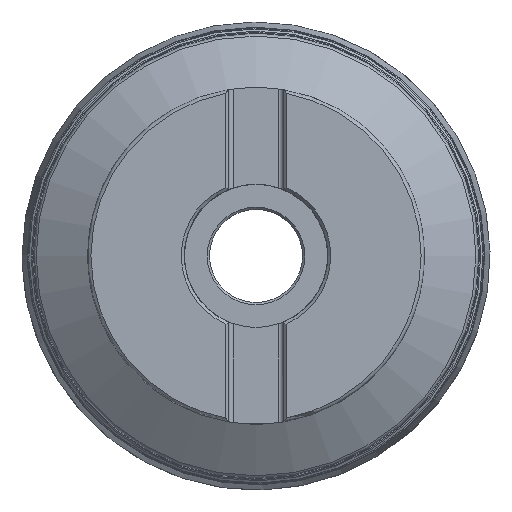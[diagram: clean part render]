
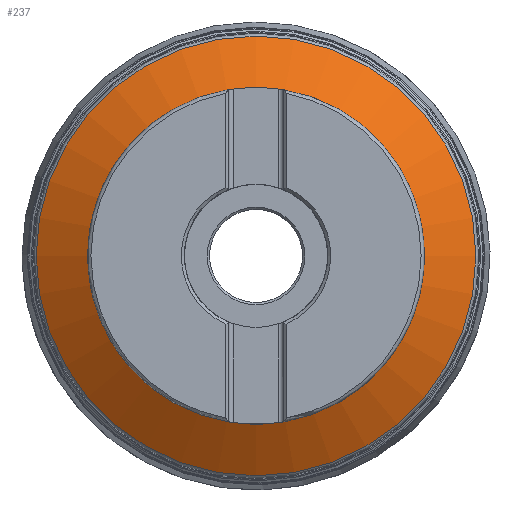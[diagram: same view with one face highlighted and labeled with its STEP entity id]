
A CAD part, top view. The second image highlights one B-rep face of the part: STEP entity #237.
In plain terms, the highlighted conical face has half-angle 57.951 degrees and reference radius 78.912 mm.
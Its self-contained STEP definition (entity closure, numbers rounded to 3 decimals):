
#187=CONICAL_SURFACE('',#1302,78.911,57.951);
#237=ADVANCED_FACE('',(#380,#381),#187,.T.);
#380=FACE_BOUND('',#504,.T.);
#381=FACE_BOUND('',#505,.T.);
#504=EDGE_LOOP('',(#669));
#505=EDGE_LOOP('',(#670));
#669=ORIENTED_EDGE('',*,*,#1023,.T.);
#670=ORIENTED_EDGE('',*,*,#1024,.T.);
#917=VERTEX_POINT('',#2069);
#918=VERTEX_POINT('',#2071);
#1023=EDGE_CURVE('',#917,#917,#1133,.T.);
#1024=EDGE_CURVE('',#918,#918,#1134,.T.);
#1133=CIRCLE('',#1300,77.973);
#1134=CIRCLE('',#1301,59.298);
#1300=AXIS2_PLACEMENT_3D('',#2068,#1446,#1447);
#1301=AXIS2_PLACEMENT_3D('',#2070,#1448,#1449);
#1302=AXIS2_PLACEMENT_3D('',#2072,#1450,#1451);
#1446=DIRECTION('',(0.,0.,1.));
#1447=DIRECTION('',(-1.,0.,0.));
#1448=DIRECTION('',(0.,0.,-1.));
#1449=DIRECTION('',(1.,0.,0.));
#1450=DIRECTION('',(0.,0.,-1.));
#1451=DIRECTION('',(1.,0.,0.));
#2068=CARTESIAN_POINT('',(0.002,0.,23.588));
#2069=CARTESIAN_POINT('',(-77.971,0.,23.588));
#2070=CARTESIAN_POINT('',(0.002,0.,35.279));
#2071=CARTESIAN_POINT('',(59.3,0.,35.279));
#2072=CARTESIAN_POINT('',(0.002,0.,23.));
